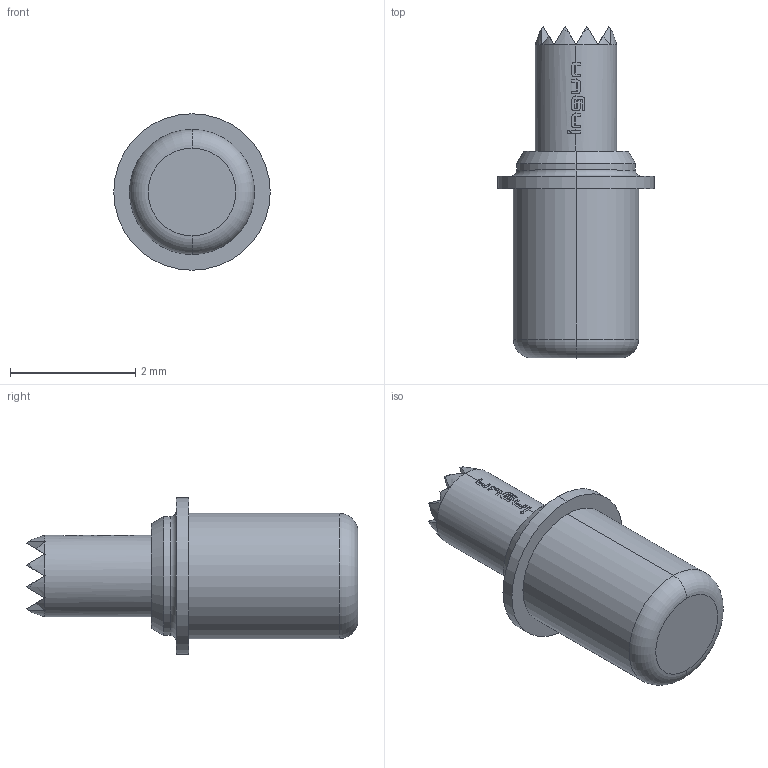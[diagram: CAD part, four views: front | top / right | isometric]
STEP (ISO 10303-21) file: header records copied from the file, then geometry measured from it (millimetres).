
FILE_DESCRIPTION (( 'STEP AP203' ), '1' );
FILE_NAME ('INGUN_GKS-967_306_130_A_xx01_G.STEP', '2021-09-14T06:18:32', ( 'ochi' ), ( '' ), 'SwSTEP 2.0', 'SolidWorks 2018', '' );
FILE_SCHEMA (( 'CONFIG_CONTROL_DESIGN' ));
Length unit declared in the file: millimetre
Products named in the file (1): INGUN_GKS-967_306_130_A_xx01_G
Bounding box: 2.5 x 5.3 x 2.5 mm (x, y, z)
Volume: 12.8 mm3; surface area: 37.7 mm2
Topology: 1 solids, 1 shells, 148 faces, 361 edges, 219 vertices
Faces by surface type: plane 76, bspline 36, cylinder 18, cone 14, torus 4
Entity records: 4706 total; most frequent: CARTESIAN_POINT 1781, ORIENTED_EDGE 722, DIRECTION 393, EDGE_CURVE 361, VERTEX_POINT 219, B_SPLINE_CURVE_WITH_KNOTS 174, EDGE_LOOP 152, AXIS2_PLACEMENT_3D 149
